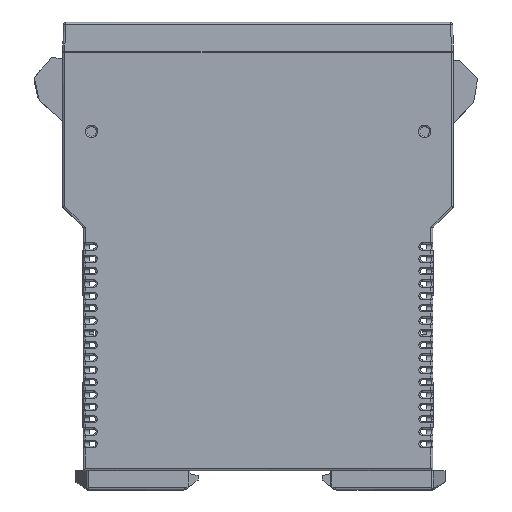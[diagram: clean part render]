
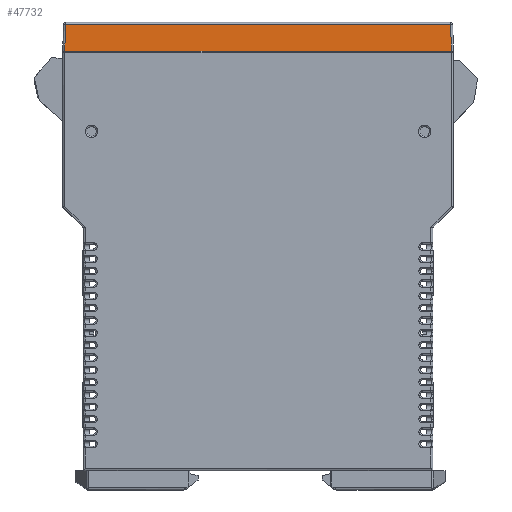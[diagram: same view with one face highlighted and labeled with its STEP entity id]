
A CAD part, left-side view. The second image highlights one B-rep face of the part: STEP entity #47732.
In plain terms, the highlighted planar face has unit normal (-1, 0, 0.026).
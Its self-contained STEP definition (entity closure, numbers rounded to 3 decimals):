
#3283 = ORIENTED_EDGE ( 'NONE', *, *, #169693, .T. ) ;
#7131 = CARTESIAN_POINT ( 'NONE',  ( 26.699, 19.135, 137.08 ) ) ;
#7367 = LINE ( 'NONE', #41511, #166980 ) ;
#9848 = EDGE_LOOP ( 'NONE', ( #187109, #163276, #194812, #3283 ) ) ;
#12562 = EDGE_CURVE ( 'NONE', #210957, #83541, #160382, .T. ) ;
#28927 = CARTESIAN_POINT ( 'NONE',  ( 26.699, 114.81, 137.08 ) ) ;
#41511 = CARTESIAN_POINT ( 'NONE',  ( 26.699, 113.635, 137.08 ) ) ;
#45817 = CARTESIAN_POINT ( 'NONE',  ( 26.756, 19.192, 139.251 ) ) ;
#47732 = ADVANCED_FACE ( 'NONE', ( #188024 ), #53329, .T. ) ;
#53329 = PLANE ( 'NONE',  #180832 ) ;
#53920 = DIRECTION ( 'NONE',  ( -0.026, 0.026, -0.999 ) ) ;
#55702 = DIRECTION ( 'NONE',  ( 0., 1., 0. ) ) ;
#72871 = CARTESIAN_POINT ( 'NONE',  ( 26.87, 112.965, 143.593 ) ) ;
#80191 = LINE ( 'NONE', #112733, #168777 ) ;
#83541 = VERTEX_POINT ( 'NONE', #114161 ) ;
#86558 = CARTESIAN_POINT ( 'NONE',  ( 26.699, 19.135, 137.08 ) ) ;
#87733 = EDGE_CURVE ( 'NONE', #199414, #188394, #201541, .T. ) ;
#112733 = CARTESIAN_POINT ( 'NONE',  ( 26.87, 114.81, 143.593 ) ) ;
#113377 = DIRECTION ( 'NONE',  ( -1., 0., 0.026 ) ) ;
#114161 = CARTESIAN_POINT ( 'NONE',  ( 26.87, 19.306, 143.593 ) ) ;
#117399 = DIRECTION ( 'NONE',  ( 0., 1., 0. ) ) ;
#138640 = DIRECTION ( 'NONE',  ( 0.026, 0., 1. ) ) ;
#160382 = B_SPLINE_CURVE_WITH_KNOTS ( 'NONE', 3,
 ( #7131, #45817, #177957, #215950 ),
 .UNSPECIFIED., .F., .F.,
 ( 4, 4 ),
 ( 0., 1. ),
 .UNSPECIFIED. ) ;
#163276 = ORIENTED_EDGE ( 'NONE', *, *, #163684, .F. ) ;
#163684 = EDGE_CURVE ( 'NONE', #210957, #188394, #7367, .T. ) ;
#166980 = VECTOR ( 'NONE', #117399, 1000. ) ;
#168777 = VECTOR ( 'NONE', #55702, 1000. ) ;
#169693 = EDGE_CURVE ( 'NONE', #83541, #199414, #80191, .T. ) ;
#177957 = CARTESIAN_POINT ( 'NONE',  ( 26.813, 19.249, 141.422 ) ) ;
#180832 = AXIS2_PLACEMENT_3D ( 'NONE', #28927, #113377, #138640 ) ;
#187109 = ORIENTED_EDGE ( 'NONE', *, *, #87733, .T. ) ;
#188024 = FACE_OUTER_BOUND ( 'NONE', #9848, .T. ) ;
#188394 = VERTEX_POINT ( 'NONE', #217884 ) ;
#194812 = ORIENTED_EDGE ( 'NONE', *, *, #12562, .T. ) ;
#199414 = VERTEX_POINT ( 'NONE', #214159 ) ;
#201541 = LINE ( 'NONE', #72871, #207474 ) ;
#207474 = VECTOR ( 'NONE', #53920, 1000. ) ;
#210957 = VERTEX_POINT ( 'NONE', #86558 ) ;
#214159 = CARTESIAN_POINT ( 'NONE',  ( 26.87, 112.965, 143.593 ) ) ;
#215950 = CARTESIAN_POINT ( 'NONE',  ( 26.87, 19.306, 143.593 ) ) ;
#217884 = CARTESIAN_POINT ( 'NONE',  ( 26.699, 113.136, 137.08 ) ) ;
